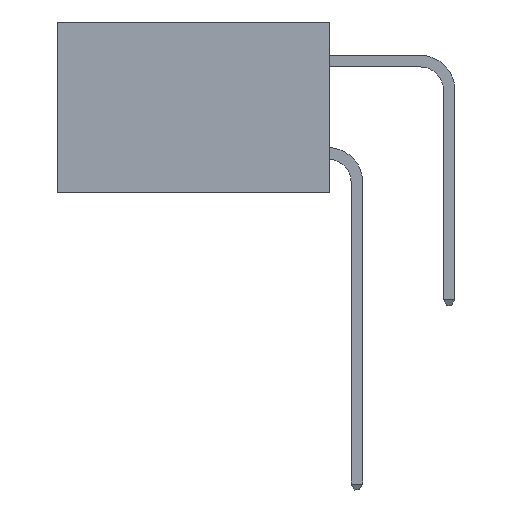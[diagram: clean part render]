
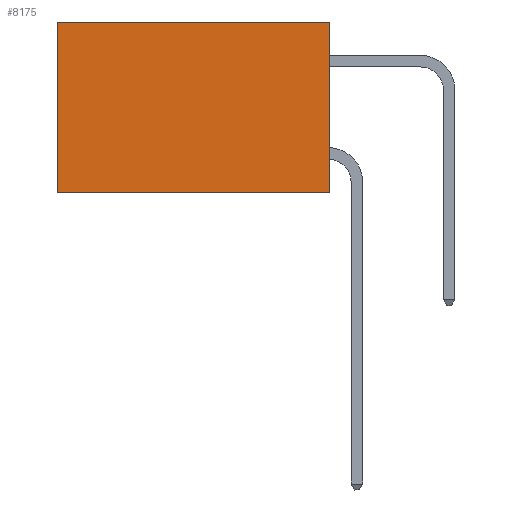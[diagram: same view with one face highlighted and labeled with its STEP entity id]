
A CAD part, left-side view. The second image highlights one B-rep face of the part: STEP entity #8175.
In plain terms, the highlighted planar face has unit normal (-1, 0, 0).
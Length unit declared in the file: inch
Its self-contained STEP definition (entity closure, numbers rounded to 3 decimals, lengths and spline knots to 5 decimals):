
#523 = DIRECTION ( 'NONE',  ( 0., 1., 0. ) ) ;
#601 = ORIENTED_EDGE ( 'NONE', *, *, #2677, .F. ) ;
#681 = CARTESIAN_POINT ( 'NONE',  ( 0.277, 0., -0.37 ) ) ;
#729 = FACE_OUTER_BOUND ( 'NONE', #9700, .T. ) ;
#928 = EDGE_CURVE ( 'NONE', #6209, #1331, #2403, .T. ) ;
#1255 = ORIENTED_EDGE ( 'NONE', *, *, #4871, .T. ) ;
#1263 = LINE ( 'NONE', #9098, #5591 ) ;
#1316 = LINE ( 'NONE', #3599, #7785 ) ;
#1331 = VERTEX_POINT ( 'NONE', #9939 ) ;
#1339 = CARTESIAN_POINT ( 'NONE',  ( 0.277, 0., 0. ) ) ;
#1822 = CARTESIAN_POINT ( 'NONE',  ( 0.277, 0.59, 0. ) ) ;
#1959 = CARTESIAN_POINT ( 'NONE',  ( 0.277, 0.59, -0.37 ) ) ;
#2403 = LINE ( 'NONE', #9850, #2670 ) ;
#2587 = DIRECTION ( 'NONE',  ( 1., 0., 0. ) ) ;
#2670 = VECTOR ( 'NONE', #2855, 39.37008 ) ;
#2677 = EDGE_CURVE ( 'NONE', #1331, #6784, #6997, .T. ) ;
#2855 = DIRECTION ( 'NONE',  ( 0., 0., -1. ) ) ;
#2937 = ORIENTED_EDGE ( 'NONE', *, *, #10701, .T. ) ;
#2969 = ORIENTED_EDGE ( 'NONE', *, *, #928, .F. ) ;
#3069 = VECTOR ( 'NONE', #523, 39.37008 ) ;
#3328 = DIRECTION ( 'NONE',  ( 0., 0., -1. ) ) ;
#3599 = CARTESIAN_POINT ( 'NONE',  ( 0.277, 0., 0. ) ) ;
#3624 = DIRECTION ( 'NONE',  ( 0., 1., 0. ) ) ;
#4871 = EDGE_CURVE ( 'NONE', #6209, #7321, #1316, .T. ) ;
#5591 = VECTOR ( 'NONE', #3328, 39.37008 ) ;
#5991 = PLANE ( 'NONE',  #7360 ) ;
#6209 = VERTEX_POINT ( 'NONE', #1339 ) ;
#6784 = VERTEX_POINT ( 'NONE', #1959 ) ;
#6997 = LINE ( 'NONE', #681, #3069 ) ;
#7321 = VERTEX_POINT ( 'NONE', #1822 ) ;
#7360 = AXIS2_PLACEMENT_3D ( 'NONE', #7599, #2587, #8405 ) ;
#7599 = CARTESIAN_POINT ( 'NONE',  ( 0.277, 0., -0.37 ) ) ;
#7785 = VECTOR ( 'NONE', #3624, 39.37008 ) ;
#8175 = ADVANCED_FACE ( 'NONE', ( #729 ), #5991, .F. ) ;
#8405 = DIRECTION ( 'NONE',  ( 0., 0., -1. ) ) ;
#9098 = CARTESIAN_POINT ( 'NONE',  ( 0.277, 0.59, -0.37 ) ) ;
#9700 = EDGE_LOOP ( 'NONE', ( #2937, #601, #2969, #1255 ) ) ;
#9850 = CARTESIAN_POINT ( 'NONE',  ( 0.277, 0., -0.37 ) ) ;
#9939 = CARTESIAN_POINT ( 'NONE',  ( 0.277, 0., -0.37 ) ) ;
#10701 = EDGE_CURVE ( 'NONE', #7321, #6784, #1263, .T. ) ;
